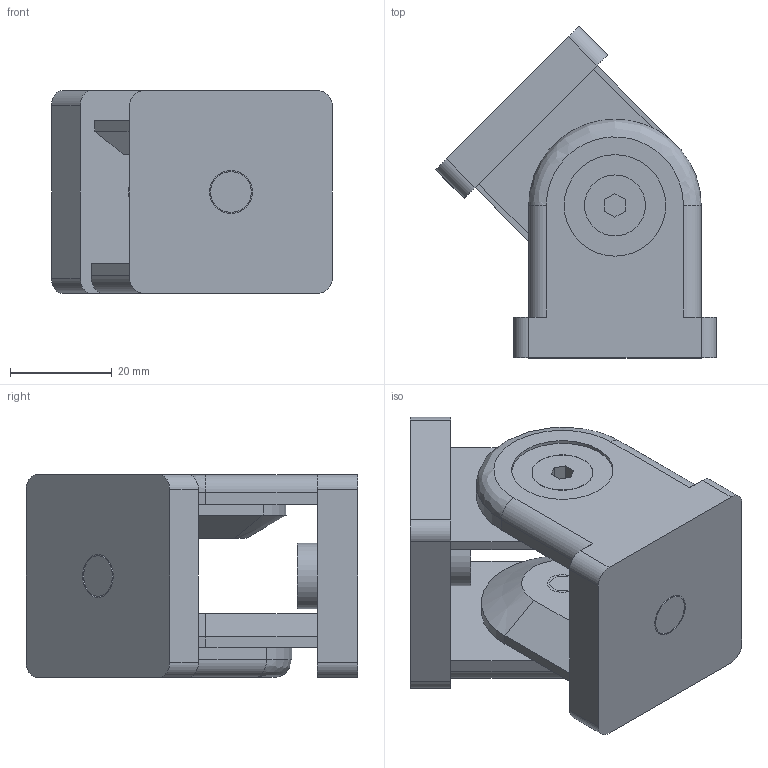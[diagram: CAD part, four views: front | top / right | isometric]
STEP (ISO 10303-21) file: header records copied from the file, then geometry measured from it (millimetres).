
FILE_DESCRIPTION (( 'STEP AP214' ), '1' );
FILE_NAME ('61213503', '2019-02-04T08:22:56', ( '' ), ('JUGARD+KÜNSTNER GmbH'), 'SwSTEP 2.0', 'SolidWorks 2017', '' );
FILE_SCHEMA (( 'AUTOMOTIVE_DESIGN' ));
Length unit declared in the file: millimetre
Products named in the file (3): Kopie von Gelenk-10 40_5^61213503; Kopie von Gelenk-10 40_6^61213503; 61213503_CNAJF00
Assembly tree (2 placements, depth 2):
  61213503_CNAJF00
    Kopie von Gelenk-10 40_5^61213503
    Kopie von Gelenk-10 40_6^61213503
Bounding box: 55.36 x 65.36 x 40 mm (x, y, z)
Volume: 51243.7 mm3; surface area: 20021.6 mm2
Topology: 2 solids, 2 shells, 118 faces, 280 edges, 184 vertices
Faces by surface type: plane 70, cylinder 44, bspline 2, cone 2
Entity records: 4298 total; most frequent: CARTESIAN_POINT 819, DIRECTION 610, ORIENTED_EDGE 560, EDGE_CURVE 280, AXIS2_PLACEMENT_3D 211, LINE 188, VECTOR 188, VERTEX_POINT 184
